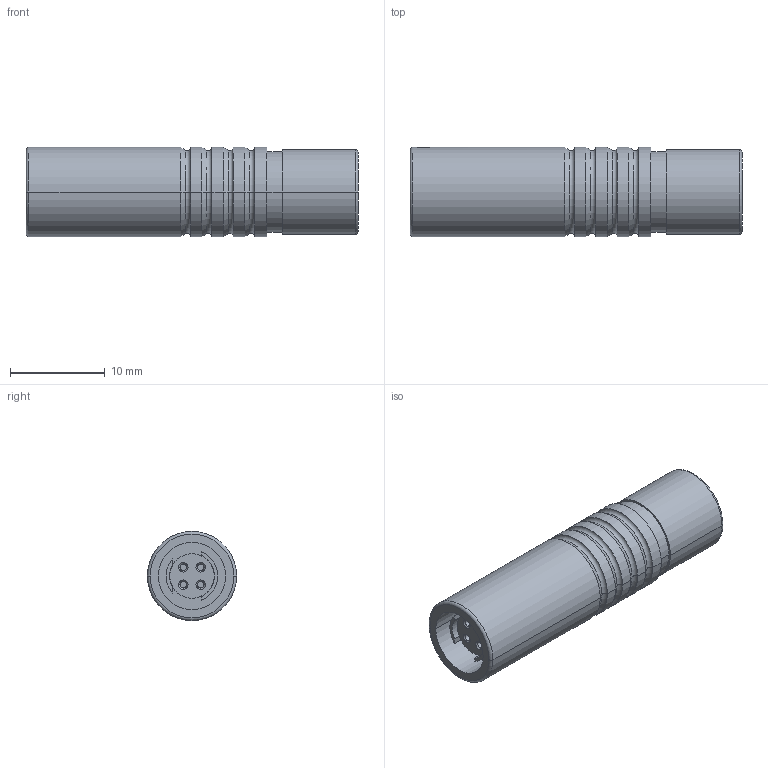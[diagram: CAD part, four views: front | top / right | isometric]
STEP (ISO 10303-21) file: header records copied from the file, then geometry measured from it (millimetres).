
FILE_DESCRIPTION((''),'2;1');
FILE_NAME('K10F2C-P04L','2021-01-25T08:06:12',('RTrager'),(''),'CREO PARAMETRIC BY PTC INC, 2018300','CREO PARAMETRIC BY PTC INC, 2018300','');
FILE_SCHEMA(('AP242_MANAGED_MODEL_BASED_3D_ENGINEERING_MIM_LF { 1 0 10303 442 1 1 4 }'));
Length unit declared in the file: millimetre
Products named in the file (1): K10F2C-P04L
Bounding box: 35 x 9.4 x 9.4 mm (x, y, z)
Volume: 1762.2 mm3; surface area: 2095 mm2
Topology: 1 solids, 1 shells, 120 faces, 266 edges, 164 vertices
Faces by surface type: cylinder 62, plane 26, torus 16, cone 16
Entity records: 5237 total; most frequent: CARTESIAN_POINT 786, DIRECTION 634, ORIENTED_EDGE 532, PRESENTATION_STYLE_ASSIGNMENT 336, STYLED_ITEM 271, AXIS2_PLACEMENT_3D 268, CURVE_STYLE 266, EDGE_CURVE 266
